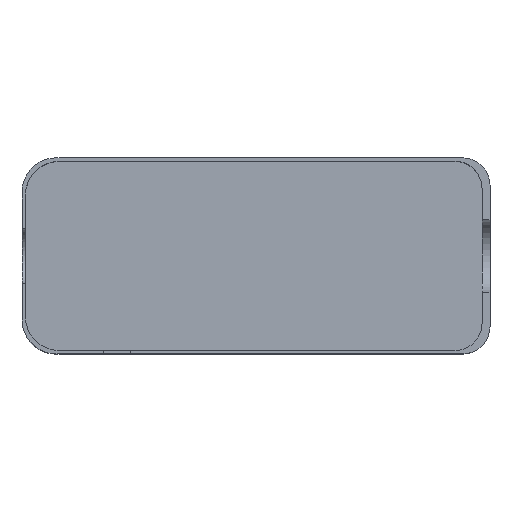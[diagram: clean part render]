
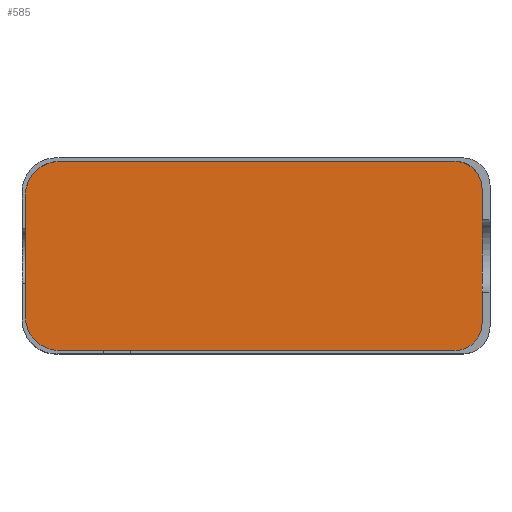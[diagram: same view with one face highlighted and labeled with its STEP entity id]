
A CAD part, top view. The second image highlights one B-rep face of the part: STEP entity #585.
In plain terms, the highlighted planar face has unit normal (0, 0, 1).
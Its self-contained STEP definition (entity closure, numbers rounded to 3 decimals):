
#32=PLANE('',#646);
#59=FACE_OUTER_BOUND('',#89,.T.);
#89=EDGE_LOOP('',(#519,#520,#521,#522,#523,#524,#525,#526));
#138=LINE('',#935,#202);
#148=LINE('',#960,#212);
#154=LINE('',#977,#218);
#155=LINE('',#982,#219);
#202=VECTOR('',#756,10.);
#212=VECTOR('',#778,10.);
#218=VECTOR('',#800,10.);
#219=VECTOR('',#805,10.);
#239=CIRCLE('',#645,12.);
#240=CIRCLE('',#647,15.);
#241=CIRCLE('',#648,15.);
#242=CIRCLE('',#649,12.);
#283=VERTEX_POINT('',#932);
#284=VERTEX_POINT('',#934);
#292=VERTEX_POINT('',#957);
#293=VERTEX_POINT('',#959);
#295=VERTEX_POINT('',#972);
#296=VERTEX_POINT('',#976);
#297=VERTEX_POINT('',#979);
#298=VERTEX_POINT('',#981);
#354=EDGE_CURVE('',#283,#284,#138,.T.);
#367=EDGE_CURVE('',#292,#293,#148,.T.);
#373=EDGE_CURVE('',#283,#295,#239,.T.);
#375=EDGE_CURVE('',#296,#295,#154,.T.);
#376=EDGE_CURVE('',#296,#293,#240,.T.);
#377=EDGE_CURVE('',#292,#297,#241,.T.);
#378=EDGE_CURVE('',#298,#297,#155,.T.);
#379=EDGE_CURVE('',#298,#284,#242,.T.);
#519=ORIENTED_EDGE('',*,*,#373,.T.);
#520=ORIENTED_EDGE('',*,*,#375,.F.);
#521=ORIENTED_EDGE('',*,*,#376,.T.);
#522=ORIENTED_EDGE('',*,*,#367,.F.);
#523=ORIENTED_EDGE('',*,*,#377,.T.);
#524=ORIENTED_EDGE('',*,*,#378,.F.);
#525=ORIENTED_EDGE('',*,*,#379,.T.);
#526=ORIENTED_EDGE('',*,*,#354,.F.);
#585=ADVANCED_FACE('',(#59),#32,.T.);
#645=AXIS2_PLACEMENT_3D('',#973,#795,#796);
#646=AXIS2_PLACEMENT_3D('',#975,#798,#799);
#647=AXIS2_PLACEMENT_3D('',#978,#801,#802);
#648=AXIS2_PLACEMENT_3D('',#980,#803,#804);
#649=AXIS2_PLACEMENT_3D('',#983,#806,#807);
#756=DIRECTION('',(0.,-1.,0.));
#778=DIRECTION('',(0.,1.,0.));
#795=DIRECTION('center_axis',(0.,0.,1.));
#796=DIRECTION('ref_axis',(0.707,0.707,0.));
#798=DIRECTION('center_axis',(0.,0.,1.));
#799=DIRECTION('ref_axis',(0.,1.,0.));
#800=DIRECTION('',(1.,0.,0.));
#801=DIRECTION('center_axis',(0.,0.,1.));
#802=DIRECTION('ref_axis',(-0.707,0.707,0.));
#803=DIRECTION('center_axis',(0.,0.,1.));
#804=DIRECTION('ref_axis',(-0.707,-0.707,0.));
#805=DIRECTION('',(-1.,0.,0.));
#806=DIRECTION('center_axis',(0.,0.,1.));
#807=DIRECTION('ref_axis',(0.707,-0.707,0.));
#932=CARTESIAN_POINT('',(0.,71.5,0.));
#934=CARTESIAN_POINT('',(0.,12.,0.));
#935=CARTESIAN_POINT('',(0.,41.75,0.));
#957=CARTESIAN_POINT('',(-201.5,15.,0.));
#959=CARTESIAN_POINT('',(-201.5,68.5,0.));
#960=CARTESIAN_POINT('',(-201.5,41.75,0.));
#972=CARTESIAN_POINT('',(-12.,83.5,0.));
#973=CARTESIAN_POINT('Origin',(-12.,71.5,0.));
#975=CARTESIAN_POINT('Origin',(-100.75,41.75,0.));
#976=CARTESIAN_POINT('',(-186.5,83.5,0.));
#977=CARTESIAN_POINT('',(-100.75,83.5,0.));
#978=CARTESIAN_POINT('Origin',(-186.5,68.5,0.));
#979=CARTESIAN_POINT('',(-186.5,0.,0.));
#980=CARTESIAN_POINT('Origin',(-186.5,15.,0.));
#981=CARTESIAN_POINT('',(-12.,0.,0.));
#982=CARTESIAN_POINT('',(-100.75,0.,0.));
#983=CARTESIAN_POINT('Origin',(-12.,12.,0.));
